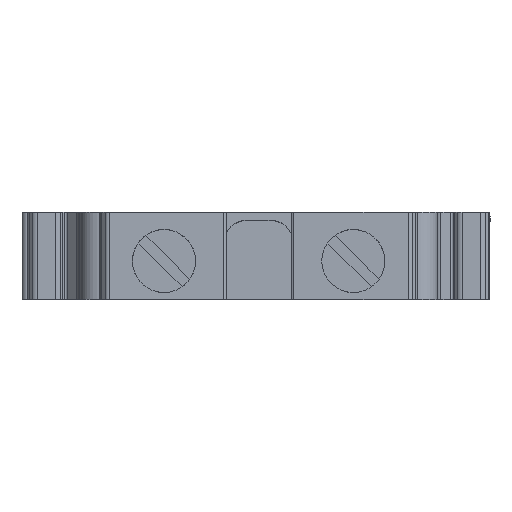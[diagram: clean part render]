
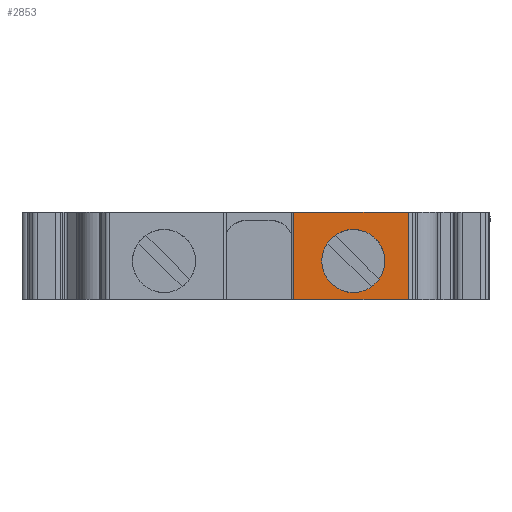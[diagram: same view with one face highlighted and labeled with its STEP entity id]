
A CAD part, top view. The second image highlights one B-rep face of the part: STEP entity #2853.
In plain terms, the highlighted planar face has unit normal (0, 0, 1).
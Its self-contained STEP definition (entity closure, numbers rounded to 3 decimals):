
#129 = LINE ( 'NONE', #3775, #4836 ) ;
#417 = PLANE ( 'NONE',  #4924 ) ;
#617 = EDGE_CURVE ( 'NONE', #1062, #4823, #129, .T. ) ;
#882 = EDGE_LOOP ( 'NONE', ( #2233, #5917, #5001, #2517 ) ) ;
#941 = EDGE_CURVE ( 'NONE', #4147, #2662, #4305, .T. ) ;
#950 = VECTOR ( 'NONE', #5915, 1000. ) ;
#1032 = DIRECTION ( 'NONE',  ( 1., 0., 0. ) ) ;
#1062 = VERTEX_POINT ( 'NONE', #2976 ) ;
#1129 = DIRECTION ( 'NONE',  ( 0., -1., 0. ) ) ;
#1381 = CARTESIAN_POINT ( 'NONE',  ( -14.15, 0., 40.35 ) ) ;
#1793 = CARTESIAN_POINT ( 'NONE',  ( -14.15, 0., 40.35 ) ) ;
#2033 = DIRECTION ( 'NONE',  ( 0., 0., -1. ) ) ;
#2106 = FACE_BOUND ( 'NONE', #3091, .T. ) ;
#2233 = ORIENTED_EDGE ( 'NONE', *, *, #2687, .T. ) ;
#2269 = VERTEX_POINT ( 'NONE', #2305 ) ;
#2305 = CARTESIAN_POINT ( 'NONE',  ( -5.75, 3.5, 40.35 ) ) ;
#2510 = CARTESIAN_POINT ( 'NONE',  ( -8.65, 3.5, 40.35 ) ) ;
#2515 = DIRECTION ( 'NONE',  ( -1., 0., 0. ) ) ;
#2517 = ORIENTED_EDGE ( 'NONE', *, *, #617, .T. ) ;
#2662 = VERTEX_POINT ( 'NONE', #4401 ) ;
#2687 = EDGE_CURVE ( 'NONE', #4823, #2662, #6466, .T. ) ;
#2696 = CARTESIAN_POINT ( 'NONE',  ( -3.596, 8., 40.35 ) ) ;
#2853 = ADVANCED_FACE ( 'NONE', ( #2106, #5663 ), #417, .F. ) ;
#2976 = CARTESIAN_POINT ( 'NONE',  ( -14.15, 8., 40.35 ) ) ;
#3091 = EDGE_LOOP ( 'NONE', ( #6549 ) ) ;
#3118 = CARTESIAN_POINT ( 'NONE',  ( -14.15, 8., 40.35 ) ) ;
#3278 = AXIS2_PLACEMENT_3D ( 'NONE', #2510, #4151, #1032 ) ;
#3560 = CARTESIAN_POINT ( 'NONE',  ( -3.596, 8., 40.35 ) ) ;
#3606 = DIRECTION ( 'NONE',  ( 1., 0., 0. ) ) ;
#3701 = EDGE_CURVE ( 'NONE', #1062, #4147, #5637, .T. ) ;
#3775 = CARTESIAN_POINT ( 'NONE',  ( -14.15, 8., 40.35 ) ) ;
#4080 = EDGE_CURVE ( 'NONE', #2269, #2269, #4732, .T. ) ;
#4147 = VERTEX_POINT ( 'NONE', #3560 ) ;
#4151 = DIRECTION ( 'NONE',  ( 0., 0., 1. ) ) ;
#4280 = VECTOR ( 'NONE', #3606, 1000. ) ;
#4305 = LINE ( 'NONE', #2696, #6716 ) ;
#4401 = CARTESIAN_POINT ( 'NONE',  ( -3.596, 0., 40.35 ) ) ;
#4732 = CIRCLE ( 'NONE', #3278, 2.9 ) ;
#4823 = VERTEX_POINT ( 'NONE', #1381 ) ;
#4836 = VECTOR ( 'NONE', #1129, 1000. ) ;
#4924 = AXIS2_PLACEMENT_3D ( 'NONE', #5769, #2033, #2515 ) ;
#5001 = ORIENTED_EDGE ( 'NONE', *, *, #3701, .F. ) ;
#5637 = LINE ( 'NONE', #3118, #4280 ) ;
#5663 = FACE_OUTER_BOUND ( 'NONE', #882, .T. ) ;
#5769 = CARTESIAN_POINT ( 'NONE',  ( -14.15, 8., 40.35 ) ) ;
#5915 = DIRECTION ( 'NONE',  ( 1., 0., 0. ) ) ;
#5917 = ORIENTED_EDGE ( 'NONE', *, *, #941, .F. ) ;
#5946 = DIRECTION ( 'NONE',  ( 0., -1., 0. ) ) ;
#6466 = LINE ( 'NONE', #1793, #950 ) ;
#6549 = ORIENTED_EDGE ( 'NONE', *, *, #4080, .F. ) ;
#6716 = VECTOR ( 'NONE', #5946, 1000. ) ;
